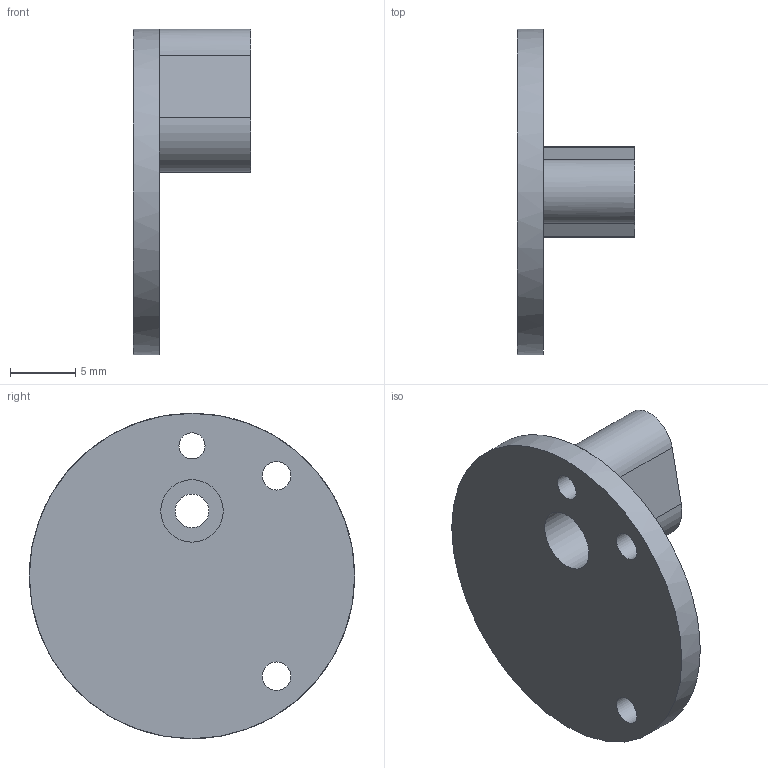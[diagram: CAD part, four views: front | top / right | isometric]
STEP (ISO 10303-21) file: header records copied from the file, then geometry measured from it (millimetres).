
FILE_DESCRIPTION(/* description */ (''),/* implementation_level */ '2;1');
FILE_NAME(/* name */ 'RSFF_mount_1_clearance_MIR1.stp',/* time_stamp */ '2023-11-20T22:46:13+09:00',/* author */ ('user'),/* organization */ (''),/* preprocessor_version */ 'ST-DEVELOPER v19',/* originating_system */ 'Autodesk Inventor 2023',/* authorisation */ '');
FILE_SCHEMA (('AUTOMOTIVE_DESIGN { 1 0 10303 214 3 1 1 }'));
Length unit declared in the file: millimetre
Products named in the file (1): RSFF_mount_1_clearance_MIR1
Bounding box: 9 x 25 x 25 mm (x, y, z)
Volume: 1244.2 mm3; surface area: 1502.3 mm2
Topology: 1 solids, 1 shells, 14 faces, 33 edges, 23 vertices
Faces by surface type: cylinder 8, plane 6
Full cylindrical faces by diameter (mm): 2 x1, 2.2 x2, 2.6 x1, 4.8 x1, 25 x1
Entity records: 496 total; most frequent: DIRECTION 82, CARTESIAN_POINT 70, ORIENTED_EDGE 64, AXIS2_PLACEMENT_3D 34, EDGE_CURVE 32, EDGE_LOOP 23, VERTEX_POINT 21, CIRCLE 19
